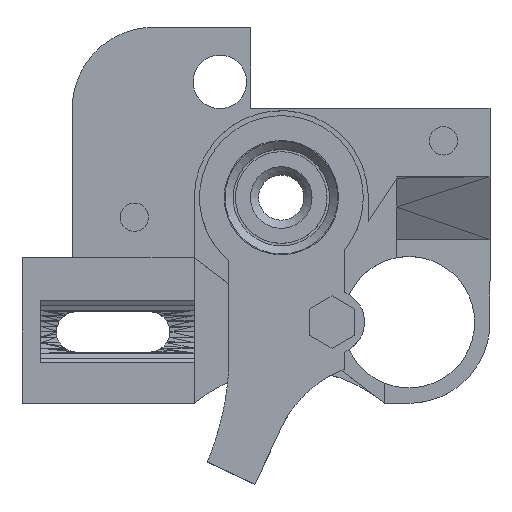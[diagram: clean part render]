
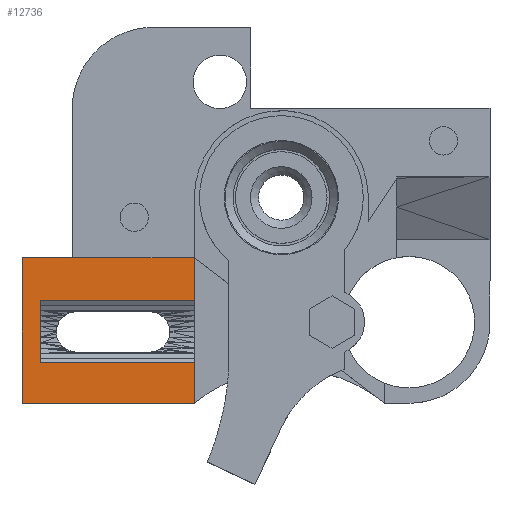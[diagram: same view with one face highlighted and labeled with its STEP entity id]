
A CAD part, top view. The second image highlights one B-rep face of the part: STEP entity #12736.
In plain terms, the highlighted planar face has unit normal (0, 0, 1).
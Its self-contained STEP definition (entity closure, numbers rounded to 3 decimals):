
#345=PLANE('',#13458);
#1040=FACE_OUTER_BOUND('',#1745,.T.);
#1745=EDGE_LOOP('',(#10810,#10811,#10812,#10813,#10814,#10815,#10816,#10817,
#10818));
#3284=LINE('',#19439,#5089);
#3285=LINE('',#19442,#5090);
#3286=LINE('',#19444,#5091);
#3287=LINE('',#19446,#5092);
#3288=LINE('',#19448,#5093);
#3289=LINE('',#19450,#5094);
#3290=LINE('',#19452,#5095);
#3291=LINE('',#19454,#5096);
#3292=LINE('',#19455,#5097);
#5089=VECTOR('',#15666,10.);
#5090=VECTOR('',#15669,10.);
#5091=VECTOR('',#15670,10.);
#5092=VECTOR('',#15671,10.);
#5093=VECTOR('',#15672,10.);
#5094=VECTOR('',#15673,10.);
#5095=VECTOR('',#15674,10.);
#5096=VECTOR('',#15675,10.);
#5097=VECTOR('',#15676,10.);
#6629=VERTEX_POINT('',#19435);
#6630=VERTEX_POINT('',#19437);
#6631=VERTEX_POINT('',#19441);
#6632=VERTEX_POINT('',#19443);
#6633=VERTEX_POINT('',#19445);
#6634=VERTEX_POINT('',#19447);
#6635=VERTEX_POINT('',#19449);
#6636=VERTEX_POINT('',#19451);
#6637=VERTEX_POINT('',#19453);
#8092=EDGE_CURVE('',#6630,#6629,#3284,.T.);
#8093=EDGE_CURVE('',#6631,#6630,#3285,.T.);
#8094=EDGE_CURVE('',#6632,#6631,#3286,.T.);
#8095=EDGE_CURVE('',#6633,#6632,#3287,.T.);
#8096=EDGE_CURVE('',#6634,#6633,#3288,.T.);
#8097=EDGE_CURVE('',#6634,#6635,#3289,.T.);
#8098=EDGE_CURVE('',#6636,#6635,#3290,.T.);
#8099=EDGE_CURVE('',#6637,#6636,#3291,.T.);
#8100=EDGE_CURVE('',#6637,#6629,#3292,.T.);
#10810=ORIENTED_EDGE('',*,*,#8093,.F.);
#10811=ORIENTED_EDGE('',*,*,#8094,.F.);
#10812=ORIENTED_EDGE('',*,*,#8095,.F.);
#10813=ORIENTED_EDGE('',*,*,#8096,.F.);
#10814=ORIENTED_EDGE('',*,*,#8097,.T.);
#10815=ORIENTED_EDGE('',*,*,#8098,.F.);
#10816=ORIENTED_EDGE('',*,*,#8099,.F.);
#10817=ORIENTED_EDGE('',*,*,#8100,.T.);
#10818=ORIENTED_EDGE('',*,*,#8092,.F.);
#12736=ADVANCED_FACE('',(#1040),#345,.T.);
#13458=AXIS2_PLACEMENT_3D('',#19440,#15667,#15668);
#15666=DIRECTION('',(0.,1.,0.));
#15667=DIRECTION('center_axis',(0.,0.,1.));
#15668=DIRECTION('ref_axis',(-1.,0.,0.));
#15669=DIRECTION('',(-1.,0.,0.));
#15670=DIRECTION('',(0.,-1.,0.));
#15671=DIRECTION('',(1.,0.,0.));
#15672=DIRECTION('',(0.,-1.,0.));
#15673=DIRECTION('',(1.,0.,0.));
#15674=DIRECTION('',(0.,-1.,0.));
#15675=DIRECTION('',(1.,0.,0.));
#15676=DIRECTION('',(-1.,0.,0.));
#19435=CARTESIAN_POINT('',(-57.551,-51.749,23.659));
#19437=CARTESIAN_POINT('',(-57.551,-69.691,23.659));
#19439=CARTESIAN_POINT('',(-57.551,-67.191,23.659));
#19440=CARTESIAN_POINT('Origin',(-55.324,-64.691,23.659));
#19441=CARTESIAN_POINT('',(-36.301,-69.691,23.659));
#19442=CARTESIAN_POINT('',(-57.324,-69.691,23.659));
#19443=CARTESIAN_POINT('',(-36.301,-64.691,23.659));
#19444=CARTESIAN_POINT('',(-36.301,-64.691,23.659));
#19445=CARTESIAN_POINT('',(-55.324,-64.691,23.659));
#19446=CARTESIAN_POINT('',(-55.324,-64.691,23.659));
#19447=CARTESIAN_POINT('',(-55.324,-57.064,23.659));
#19448=CARTESIAN_POINT('',(-55.324,-57.064,23.659));
#19449=CARTESIAN_POINT('',(-36.301,-57.064,23.659));
#19450=CARTESIAN_POINT('',(-55.324,-57.064,23.659));
#19451=CARTESIAN_POINT('',(-36.301,-51.749,23.659));
#19452=CARTESIAN_POINT('',(-36.301,-51.749,23.659));
#19453=CARTESIAN_POINT('',(-51.324,-51.749,23.659));
#19454=CARTESIAN_POINT('',(-51.324,-51.749,23.659));
#19455=CARTESIAN_POINT('',(-57.324,-51.749,23.659));
